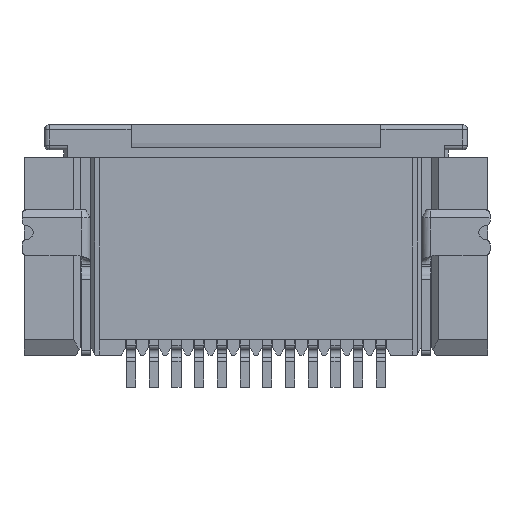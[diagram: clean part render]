
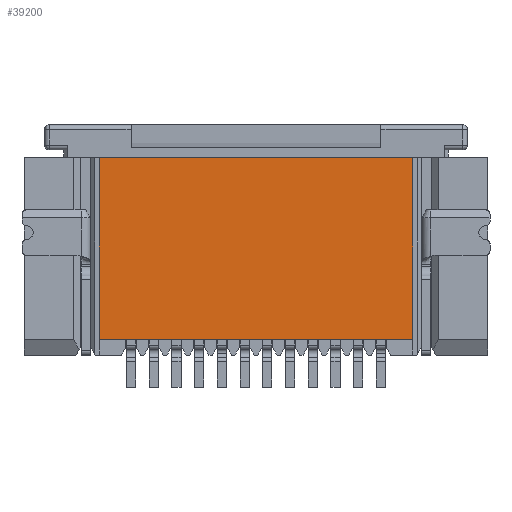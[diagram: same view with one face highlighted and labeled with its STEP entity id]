
A CAD part, front view. The second image highlights one B-rep face of the part: STEP entity #39200.
In plain terms, the highlighted planar face has unit normal (0, -1, 0).
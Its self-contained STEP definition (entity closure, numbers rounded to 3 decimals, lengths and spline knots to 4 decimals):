
#1354 = EDGE_CURVE ( 'NONE', #41442, #19851, #33664, .T. ) ;
#3391 = ORIENTED_EDGE ( 'NONE', *, *, #40023, .T. ) ;
#6598 = DIRECTION ( 'NONE',  ( -1., 0., 0. ) ) ;
#12417 = VECTOR ( 'NONE', #19022, 1000. ) ;
#14602 = VERTEX_POINT ( 'NONE', #26493 ) ;
#15505 = FACE_OUTER_BOUND ( 'NONE', #22951, .T. ) ;
#16108 = LINE ( 'NONE', #26733, #12417 ) ;
#17326 = VECTOR ( 'NONE', #31542, 1000. ) ;
#18239 = CARTESIAN_POINT ( 'NONE',  ( 0.5647, -1.1501, 3.9563 ) ) ;
#19022 = DIRECTION ( 'NONE',  ( 1., 0., 0. ) ) ;
#19754 = EDGE_CURVE ( 'NONE', #14602, #41442, #16108, .T. ) ;
#19851 = VERTEX_POINT ( 'NONE', #38861 ) ;
#22951 = EDGE_LOOP ( 'NONE', ( #30475, #41906, #44851, #3391 ) ) ;
#24547 = VERTEX_POINT ( 'NONE', #32111 ) ;
#26034 = DIRECTION ( 'NONE',  ( 0., 0., -1. ) ) ;
#26493 = CARTESIAN_POINT ( 'NONE',  ( -5.6353, -1.1501, 7.9563 ) ) ;
#26733 = CARTESIAN_POINT ( 'NONE',  ( 0.5647, -1.1501, 7.9563 ) ) ;
#30475 = ORIENTED_EDGE ( 'NONE', *, *, #30713, .F. ) ;
#30713 = EDGE_CURVE ( 'NONE', #19851, #24547, #46668, .T. ) ;
#31542 = DIRECTION ( 'NONE',  ( 0., 0., -1. ) ) ;
#32111 = CARTESIAN_POINT ( 'NONE',  ( -5.6353, -1.1501, 3.9563 ) ) ;
#32421 = VECTOR ( 'NONE', #40830, 1000. ) ;
#33026 = CARTESIAN_POINT ( 'NONE',  ( 1.2647, -1.1501, 5.9563 ) ) ;
#33664 = LINE ( 'NONE', #33026, #32421 ) ;
#33726 = CARTESIAN_POINT ( 'NONE',  ( -3.2833, -1.1501, 8.0363 ) ) ;
#35653 = AXIS2_PLACEMENT_3D ( 'NONE', #33726, #49422, #26034 ) ;
#38133 = LINE ( 'NONE', #47103, #17326 ) ;
#38861 = CARTESIAN_POINT ( 'NONE',  ( 1.2647, -1.1501, 3.9563 ) ) ;
#39200 = ADVANCED_FACE ( 'NONE', ( #15505 ), #45498, .T. ) ;
#40023 = EDGE_CURVE ( 'NONE', #14602, #24547, #38133, .T. ) ;
#40739 = CARTESIAN_POINT ( 'NONE',  ( 1.2647, -1.1501, 7.9563 ) ) ;
#40830 = DIRECTION ( 'NONE',  ( 0., 0., -1. ) ) ;
#41442 = VERTEX_POINT ( 'NONE', #40739 ) ;
#41906 = ORIENTED_EDGE ( 'NONE', *, *, #1354, .F. ) ;
#44851 = ORIENTED_EDGE ( 'NONE', *, *, #19754, .F. ) ;
#45439 = VECTOR ( 'NONE', #6598, 1000. ) ;
#45498 = PLANE ( 'NONE',  #35653 ) ;
#46668 = LINE ( 'NONE', #18239, #45439 ) ;
#47103 = CARTESIAN_POINT ( 'NONE',  ( -5.6353, -1.1501, 5.7813 ) ) ;
#49422 = DIRECTION ( 'NONE',  ( 0., -1., 0. ) ) ;
